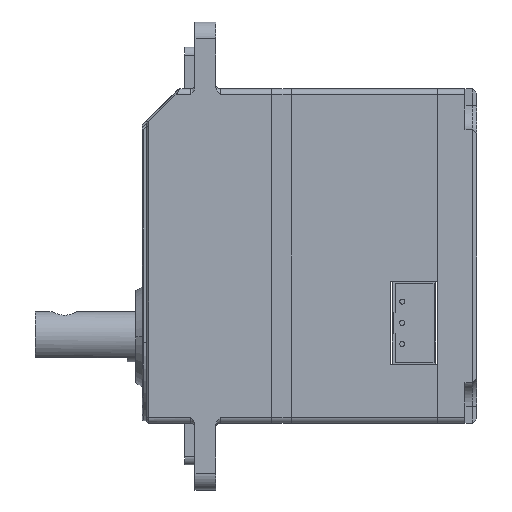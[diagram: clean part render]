
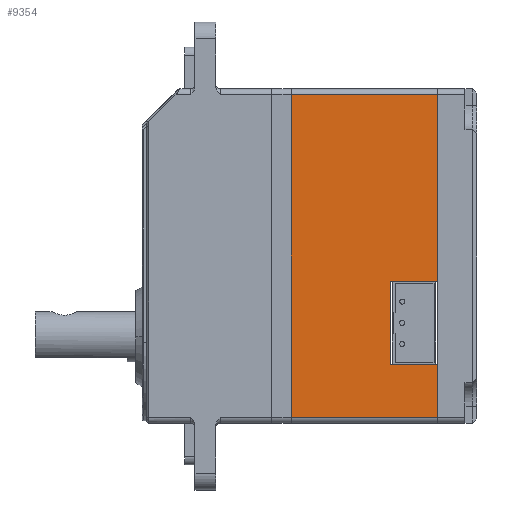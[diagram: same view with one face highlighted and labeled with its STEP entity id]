
A CAD part, left-side view. The second image highlights one B-rep face of the part: STEP entity #9354.
In plain terms, the highlighted face is planar.
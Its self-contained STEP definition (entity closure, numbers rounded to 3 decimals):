
#82 = LINE ( 'NONE', #8346, #8920 ) ;
#94 = DIRECTION ( 'NONE',  ( -1., 0., 0. ) ) ;
#195 = DIRECTION ( 'NONE',  ( 0., -1., -0.005 ) ) ;
#352 = VERTEX_POINT ( 'NONE', #1380 ) ;
#484 = VERTEX_POINT ( 'NONE', #687 ) ;
#508 = VERTEX_POINT ( 'NONE', #9063 ) ;
#520 = VECTOR ( 'NONE', #7644, 1000. ) ;
#668 = ORIENTED_EDGE ( 'NONE', *, *, #8301, .T. ) ;
#687 = CARTESIAN_POINT ( 'NONE',  ( -9.7, 37.567, 7.587 ) ) ;
#865 = VECTOR ( 'NONE', #4883, 1000. ) ;
#1380 = CARTESIAN_POINT ( 'NONE',  ( -15.3, 37.567, 7.587 ) ) ;
#1573 = DIRECTION ( 'NONE',  ( -1., 0., 0. ) ) ;
#1598 = CARTESIAN_POINT ( 'NONE',  ( 2.2, 37.446, 29.883 ) ) ;
#1662 = DIRECTION ( 'NONE',  ( 0., -0.005, 1. ) ) ;
#1901 = CARTESIAN_POINT ( 'NONE',  ( 3.8, 37.656, -8.716 ) ) ;
#1984 = CARTESIAN_POINT ( 'NONE',  ( -15.3, 37.656, -8.716 ) ) ;
#2308 = VERTEX_POINT ( 'NONE', #7917 ) ;
#2713 = VECTOR ( 'NONE', #4366, 1000. ) ;
#2747 = ORIENTED_EDGE ( 'NONE', *, *, #9061, .F. ) ;
#3109 = EDGE_LOOP ( 'NONE', ( #10354, #668, #7252, #7471, #5029, #9146, #7783, #2747 ) ) ;
#3151 = VERTEX_POINT ( 'NONE', #5583 ) ;
#3172 = CARTESIAN_POINT ( 'NONE',  ( -15.3, 37.446, 29.883 ) ) ;
#3518 = PLANE ( 'NONE',  #4702 ) ;
#4316 = FACE_OUTER_BOUND ( 'NONE', #3109, .T. ) ;
#4366 = DIRECTION ( 'NONE',  ( 1., 0., 0. ) ) ;
#4593 = CARTESIAN_POINT ( 'NONE',  ( -9.7, 37.567, 7.587 ) ) ;
#4627 = LINE ( 'NONE', #7062, #9658 ) ;
#4702 = AXIS2_PLACEMENT_3D ( 'NONE', #1901, #195, #6048 ) ;
#4883 = DIRECTION ( 'NONE',  ( 0., 0.005, -1. ) ) ;
#4922 = CARTESIAN_POINT ( 'NONE',  ( -9.7, 37.567, 7.587 ) ) ;
#5029 = ORIENTED_EDGE ( 'NONE', *, *, #6232, .T. ) ;
#5173 = CARTESIAN_POINT ( 'NONE',  ( -9.7, 37.621, -2.413 ) ) ;
#5250 = EDGE_CURVE ( 'NONE', #9076, #508, #6288, .T. ) ;
#5398 = LINE ( 'NONE', #4593, #5729 ) ;
#5583 = CARTESIAN_POINT ( 'NONE',  ( -15.3, 37.621, -2.413 ) ) ;
#5729 = VECTOR ( 'NONE', #10441, 1000. ) ;
#5742 = EDGE_CURVE ( 'NONE', #484, #352, #8306, .T. ) ;
#5994 = CARTESIAN_POINT ( 'NONE',  ( -15.3, 37.446, 29.883 ) ) ;
#6048 = DIRECTION ( 'NONE',  ( 0., 0.005, -1. ) ) ;
#6232 = EDGE_CURVE ( 'NONE', #508, #6816, #82, .T. ) ;
#6288 = LINE ( 'NONE', #1598, #865 ) ;
#6380 = EDGE_CURVE ( 'NONE', #2308, #3151, #7756, .T. ) ;
#6570 = EDGE_CURVE ( 'NONE', #6816, #3151, #8972, .T. ) ;
#6816 = VERTEX_POINT ( 'NONE', #1984 ) ;
#7062 = CARTESIAN_POINT ( 'NONE',  ( -15.3, 37.567, 7.587 ) ) ;
#7159 = VECTOR ( 'NONE', #1662, 1000. ) ;
#7252 = ORIENTED_EDGE ( 'NONE', *, *, #10585, .T. ) ;
#7471 = ORIENTED_EDGE ( 'NONE', *, *, #5250, .T. ) ;
#7644 = DIRECTION ( 'NONE',  ( -1., 0., 0. ) ) ;
#7756 = LINE ( 'NONE', #5173, #520 ) ;
#7783 = ORIENTED_EDGE ( 'NONE', *, *, #6380, .F. ) ;
#7917 = CARTESIAN_POINT ( 'NONE',  ( -9.7, 37.621, -2.413 ) ) ;
#8301 = EDGE_CURVE ( 'NONE', #352, #8393, #4627, .T. ) ;
#8306 = LINE ( 'NONE', #4922, #9289 ) ;
#8346 = CARTESIAN_POINT ( 'NONE',  ( 2.2, 37.656, -8.716 ) ) ;
#8393 = VERTEX_POINT ( 'NONE', #3172 ) ;
#8920 = VECTOR ( 'NONE', #1573, 1000. ) ;
#8972 = LINE ( 'NONE', #9770, #7159 ) ;
#9061 = EDGE_CURVE ( 'NONE', #484, #2308, #5398, .T. ) ;
#9063 = CARTESIAN_POINT ( 'NONE',  ( 2.2, 37.656, -8.716 ) ) ;
#9076 = VERTEX_POINT ( 'NONE', #9525 ) ;
#9146 = ORIENTED_EDGE ( 'NONE', *, *, #6570, .T. ) ;
#9289 = VECTOR ( 'NONE', #94, 1000. ) ;
#9354 = ADVANCED_FACE ( 'NONE', ( #4316 ), #3518, .F. ) ;
#9365 = LINE ( 'NONE', #5994, #2713 ) ;
#9525 = CARTESIAN_POINT ( 'NONE',  ( 2.2, 37.446, 29.883 ) ) ;
#9658 = VECTOR ( 'NONE', #10323, 1000. ) ;
#9770 = CARTESIAN_POINT ( 'NONE',  ( -15.3, 37.656, -8.716 ) ) ;
#10323 = DIRECTION ( 'NONE',  ( 0., -0.005, 1. ) ) ;
#10354 = ORIENTED_EDGE ( 'NONE', *, *, #5742, .T. ) ;
#10441 = DIRECTION ( 'NONE',  ( 0., 0.005, -1. ) ) ;
#10585 = EDGE_CURVE ( 'NONE', #8393, #9076, #9365, .T. ) ;
